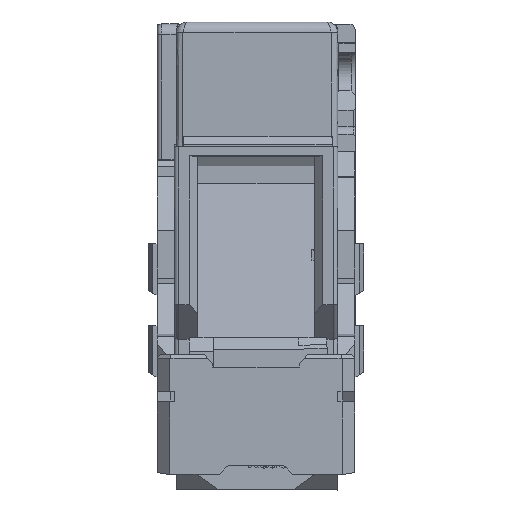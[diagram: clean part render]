
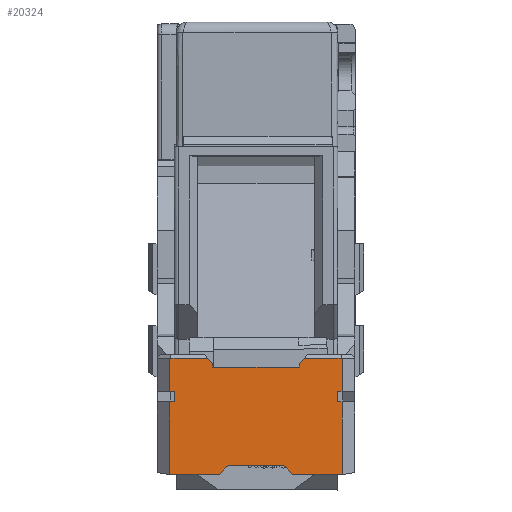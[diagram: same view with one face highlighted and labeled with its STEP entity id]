
A CAD part, top view. The second image highlights one B-rep face of the part: STEP entity #20324.
In plain terms, the highlighted planar face has unit normal (0, 0, 1).
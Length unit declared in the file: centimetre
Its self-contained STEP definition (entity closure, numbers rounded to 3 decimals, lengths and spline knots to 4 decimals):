
#1564=FACE_OUTER_BOUND($,#2725,.T.);
#2725=EDGE_LOOP($,(#16545,#16546,#16547,#16548,#16549,#16550,#16551,#16552,
#16553,#16554,#16555,#16556,#16557,#16558,#16559,#16560,#16561,#16562,#16563,
#16564,#16565,#16566));
#4562=LINE($,#33859,#6966);
#4566=LINE($,#33866,#6970);
#4600=LINE($,#33934,#7004);
#4603=LINE($,#33940,#7007);
#4607=LINE($,#33947,#7011);
#4635=LINE($,#34001,#7039);
#4636=LINE($,#34003,#7040);
#4637=LINE($,#34005,#7041);
#4638=LINE($,#34007,#7042);
#4639=LINE($,#34009,#7043);
#4640=LINE($,#34011,#7044);
#4641=LINE($,#34013,#7045);
#4642=LINE($,#34015,#7046);
#4643=LINE($,#34017,#7047);
#4644=LINE($,#34019,#7048);
#4645=LINE($,#34021,#7049);
#4646=LINE($,#34023,#7050);
#4647=LINE($,#34025,#7051);
#4648=LINE($,#34027,#7052);
#4649=LINE($,#34029,#7053);
#4650=LINE($,#34030,#7054);
#4651=LINE($,#34031,#7055);
#6966=VECTOR($,#24776,1.1425);
#6970=VECTOR($,#24782,1.1425);
#7004=VECTOR($,#24824,0.2935);
#7007=VECTOR($,#24829,1.6876);
#7011=VECTOR($,#24835,0.2935);
#7039=VECTOR($,#24887,1.6876);
#7040=VECTOR($,#24888,0.1037);
#7041=VECTOR($,#24889,0.2388);
#7042=VECTOR($,#24890,0.1037);
#7043=VECTOR($,#24891,0.7722);
#7044=VECTOR($,#24892,0.88);
#7045=VECTOR($,#24893,0.1869);
#7046=VECTOR($,#24894,0.0597);
#7047=VECTOR($,#24895,2.);
#7048=VECTOR($,#24896,0.0597);
#7049=VECTOR($,#24897,0.1869);
#7050=VECTOR($,#24898,0.88);
#7051=VECTOR($,#24899,0.7722);
#7052=VECTOR($,#24900,0.1163);
#7053=VECTOR($,#24901,0.2388);
#7054=VECTOR($,#24902,0.1163);
#7055=VECTOR($,#24903,1.3);
#9246=VERTEX_POINT($,#33856);
#9247=VERTEX_POINT($,#33858);
#9248=VERTEX_POINT($,#33864);
#9249=VERTEX_POINT($,#33865);
#9279=VERTEX_POINT($,#33933);
#9281=VERTEX_POINT($,#33939);
#9283=VERTEX_POINT($,#33945);
#9297=VERTEX_POINT($,#34000);
#9298=VERTEX_POINT($,#34002);
#9299=VERTEX_POINT($,#34004);
#9300=VERTEX_POINT($,#34006);
#9301=VERTEX_POINT($,#34008);
#9302=VERTEX_POINT($,#34010);
#9303=VERTEX_POINT($,#34012);
#9304=VERTEX_POINT($,#34014);
#9305=VERTEX_POINT($,#34016);
#9306=VERTEX_POINT($,#34018);
#9307=VERTEX_POINT($,#34020);
#9308=VERTEX_POINT($,#34022);
#9309=VERTEX_POINT($,#34024);
#9310=VERTEX_POINT($,#34026);
#9311=VERTEX_POINT($,#34028);
#11778=EDGE_CURVE($,#9247,#9246,#4562,.T.);
#11782=EDGE_CURVE($,#9248,#9249,#4566,.T.);
#11817=EDGE_CURVE($,#9248,#9279,#4600,.T.);
#11820=EDGE_CURVE($,#9247,#9281,#4603,.T.);
#11824=EDGE_CURVE($,#9283,#9246,#4607,.T.);
#11852=EDGE_CURVE($,#9297,#9249,#4635,.T.);
#11853=EDGE_CURVE($,#9297,#9298,#4636,.T.);
#11854=EDGE_CURVE($,#9298,#9299,#4637,.T.);
#11855=EDGE_CURVE($,#9299,#9300,#4638,.T.);
#11856=EDGE_CURVE($,#9301,#9300,#4639,.T.);
#11857=EDGE_CURVE($,#9302,#9301,#4640,.T.);
#11858=EDGE_CURVE($,#9303,#9302,#4641,.T.);
#11859=EDGE_CURVE($,#9303,#9304,#4642,.T.);
#11860=EDGE_CURVE($,#9304,#9305,#4643,.F.);
#11861=EDGE_CURVE($,#9305,#9306,#4644,.T.);
#11862=EDGE_CURVE($,#9307,#9306,#4645,.T.);
#11863=EDGE_CURVE($,#9308,#9307,#4646,.T.);
#11864=EDGE_CURVE($,#9309,#9308,#4647,.T.);
#11865=EDGE_CURVE($,#9309,#9310,#4648,.T.);
#11866=EDGE_CURVE($,#9310,#9311,#4649,.T.);
#11867=EDGE_CURVE($,#9311,#9281,#4650,.T.);
#11868=EDGE_CURVE($,#9283,#9279,#4651,.F.);
#16545=ORIENTED_EDGE($,*,*,#11782,.T.);
#16546=ORIENTED_EDGE($,*,*,#11852,.F.);
#16547=ORIENTED_EDGE($,*,*,#11853,.T.);
#16548=ORIENTED_EDGE($,*,*,#11854,.T.);
#16549=ORIENTED_EDGE($,*,*,#11855,.T.);
#16550=ORIENTED_EDGE($,*,*,#11856,.F.);
#16551=ORIENTED_EDGE($,*,*,#11857,.F.);
#16552=ORIENTED_EDGE($,*,*,#11858,.F.);
#16553=ORIENTED_EDGE($,*,*,#11859,.T.);
#16554=ORIENTED_EDGE($,*,*,#11860,.T.);
#16555=ORIENTED_EDGE($,*,*,#11861,.T.);
#16556=ORIENTED_EDGE($,*,*,#11862,.F.);
#16557=ORIENTED_EDGE($,*,*,#11863,.F.);
#16558=ORIENTED_EDGE($,*,*,#11864,.F.);
#16559=ORIENTED_EDGE($,*,*,#11865,.T.);
#16560=ORIENTED_EDGE($,*,*,#11866,.T.);
#16561=ORIENTED_EDGE($,*,*,#11867,.T.);
#16562=ORIENTED_EDGE($,*,*,#11820,.F.);
#16563=ORIENTED_EDGE($,*,*,#11778,.T.);
#16564=ORIENTED_EDGE($,*,*,#11824,.F.);
#16565=ORIENTED_EDGE($,*,*,#11868,.T.);
#16566=ORIENTED_EDGE($,*,*,#11817,.F.);
#19298=PLANE($,#21503);
#20324=ADVANCED_FACE($,(#1564),#19298,.T.);
#21503=AXIS2_PLACEMENT_3D($,#33999,#24885,#24886);
#24776=DIRECTION($,(1.,0.,0.));
#24782=DIRECTION($,(1.,0.,0.));
#24824=DIRECTION($,(-0.707,0.707,0.));
#24829=DIRECTION($,(0.,1.,0.));
#24835=DIRECTION($,(-0.707,-0.707,0.));
#24885=DIRECTION('center_axis',(0.,0.,1.));
#24886=DIRECTION('ref_axis',(1.,0.,0.));
#24887=DIRECTION($,(0.,-1.,0.));
#24888=DIRECTION($,(-1.,0.,0.));
#24889=DIRECTION($,(0.,1.,0.));
#24890=DIRECTION($,(1.,0.,0.));
#24891=DIRECTION($,(0.,-1.,0.));
#24892=DIRECTION($,(1.,0.,0.));
#24893=DIRECTION($,(0.642,0.767,0.));
#24894=DIRECTION($,(0.,-1.,0.));
#24895=DIRECTION($,(1.,0.,0.));
#24896=DIRECTION($,(0.,1.,0.));
#24897=DIRECTION($,(0.642,-0.767,0.));
#24898=DIRECTION($,(1.,0.,0.));
#24899=DIRECTION($,(0.,1.,0.));
#24900=DIRECTION($,(1.,0.,0.));
#24901=DIRECTION($,(0.,-1.,0.));
#24902=DIRECTION($,(-1.,0.,0.));
#24903=DIRECTION($,(-1.,0.,0.));
#33856=CARTESIAN_POINT('',(-16.8575,8.4315,8.7));
#33858=CARTESIAN_POINT('',(-18.,8.4315,8.7));
#33859=CARTESIAN_POINT($,(-15.525,8.4315,8.7));
#33864=CARTESIAN_POINT('',(-15.1425,8.4315,8.7));
#33865=CARTESIAN_POINT('',(-14.,8.4315,8.7));
#33866=CARTESIAN_POINT($,(-15.525,8.4315,8.7));
#33933=CARTESIAN_POINT('',(-15.35,8.6391,8.7));
#33934=CARTESIAN_POINT($,(-16.409,9.698,8.7));
#33939=CARTESIAN_POINT('',(-18.,10.1191,8.7));
#33940=CARTESIAN_POINT($,(-18.,13.3749,8.7));
#33945=CARTESIAN_POINT('',(-16.65,8.6391,8.7));
#33947=CARTESIAN_POINT($,(-15.241,10.048,8.7));
#33999=CARTESIAN_POINT('Origin',(-15.3,13.3749,8.7));
#34000=CARTESIAN_POINT('',(-14.,10.1191,8.7));
#34001=CARTESIAN_POINT($,(-14.,13.3749,8.7));
#34002=CARTESIAN_POINT('',(-14.1037,10.1191,8.7));
#34003=CARTESIAN_POINT($,(-15.6668,10.1191,8.7));
#34004=CARTESIAN_POINT('',(-14.1037,10.3579,8.7));
#34005=CARTESIAN_POINT($,(-14.1037,9.15,8.7));
#34006=CARTESIAN_POINT('',(-14.,10.3579,8.7));
#34007=CARTESIAN_POINT($,(-15.2918,10.3579,8.7));
#34008=CARTESIAN_POINT('',(-14.,11.1301,8.7));
#34009=CARTESIAN_POINT($,(-14.,13.3749,8.7));
#34010=CARTESIAN_POINT('',(-14.88,11.1301,8.7));
#34011=CARTESIAN_POINT($,(-16.125,11.1301,8.7));
#34012=CARTESIAN_POINT('',(-15.,10.9868,8.7));
#34013=CARTESIAN_POINT($,(-14.525,11.554,8.7));
#34014=CARTESIAN_POINT('',(-15.,10.9271,8.7));
#34015=CARTESIAN_POINT($,(-15.,12.3003,8.7));
#34016=CARTESIAN_POINT('',(-17.,10.9271,8.7));
#34017=CARTESIAN_POINT($,(-15.65,10.9271,8.7));
#34018=CARTESIAN_POINT('',(-17.,10.9868,8.7));
#34019=CARTESIAN_POINT($,(-17.,12.3003,8.7));
#34020=CARTESIAN_POINT('',(-17.12,11.1301,8.7));
#34021=CARTESIAN_POINT($,(-17.125,11.1361,8.7));
#34022=CARTESIAN_POINT('',(-18.,11.1301,8.7));
#34023=CARTESIAN_POINT($,(-16.125,11.1301,8.7));
#34024=CARTESIAN_POINT('',(-18.,10.3579,8.7));
#34025=CARTESIAN_POINT($,(-18.,13.3749,8.7));
#34026=CARTESIAN_POINT('',(-17.8837,10.3579,8.7));
#34027=CARTESIAN_POINT($,(-15.2918,10.3579,8.7));
#34028=CARTESIAN_POINT('',(-17.8837,10.1191,8.7));
#34029=CARTESIAN_POINT($,(-17.8837,9.15,8.7));
#34030=CARTESIAN_POINT($,(-15.6668,10.1191,8.7));
#34031=CARTESIAN_POINT($,(-15.65,8.6391,8.7));
